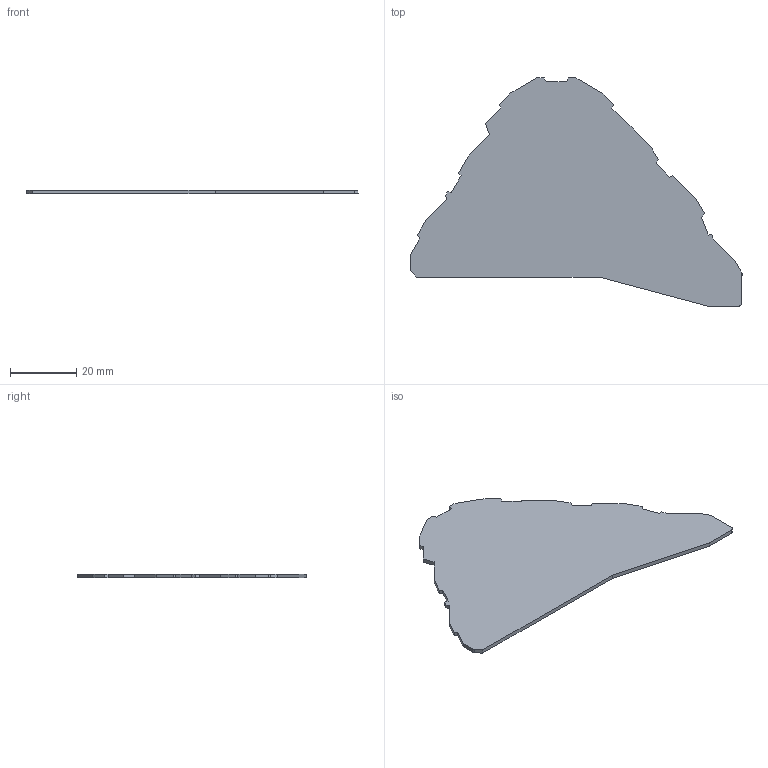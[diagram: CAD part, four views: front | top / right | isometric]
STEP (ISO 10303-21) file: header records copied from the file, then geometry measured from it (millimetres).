
FILE_DESCRIPTION (( 'STEP AP214' ), '1' );
FILE_NAME ('446259_NPP-YBK 2,5-3FT_Grey.STP', '2013-11-15T13:19:10', ( 'arge' ), ( 'Microsoft' ), 'SwSTEP 2.0', 'SolidWorks 2013', '' );
FILE_SCHEMA (( 'AUTOMOTIVE_DESIGN' ));
Length unit declared in the file: millimetre
Products named in the file (1): 446259_NPP-YBK 2,5-3FT_Grey
Bounding box: 100 x 68.73 x 1.2 mm (x, y, z)
Volume: 4857.5 mm3; surface area: 8437.3 mm2
Topology: 1 solids, 1 shells, 49 faces, 141 edges, 94 vertices
Faces by surface type: plane 47, cylinder 2
Entity records: 2152 total; most frequent: CARTESIAN_POINT 285, ORIENTED_EDGE 282, DIRECTION 245, EDGE_CURVE 141, VECTOR 137, LINE 137, VERTEX_POINT 94, AXIS2_PLACEMENT_3D 54
